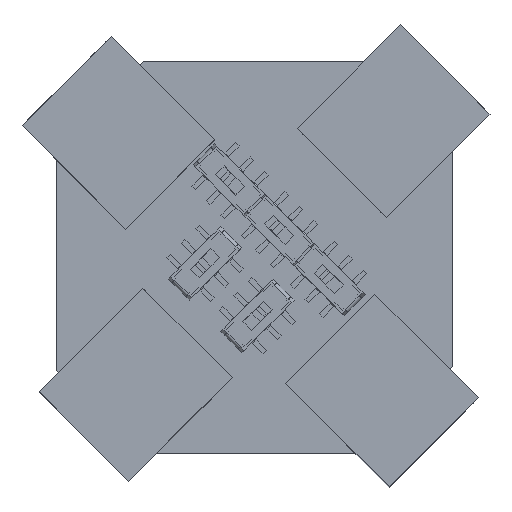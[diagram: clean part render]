
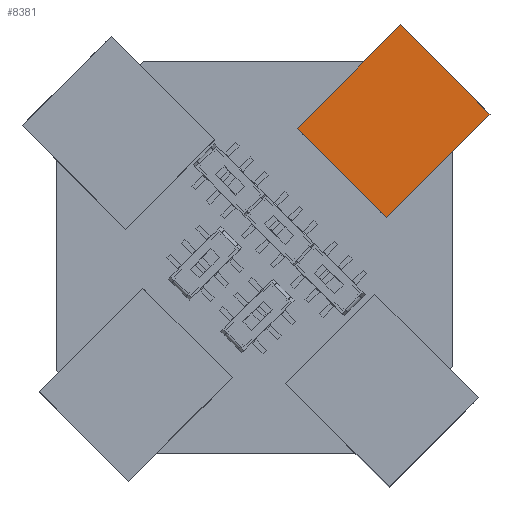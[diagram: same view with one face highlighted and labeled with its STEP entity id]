
A CAD part, top view. The second image highlights one B-rep face of the part: STEP entity #8381.
In plain terms, the highlighted face is planar.
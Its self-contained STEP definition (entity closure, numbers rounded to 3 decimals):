
#8355 = VERTEX_POINT('',#8356);
#8356 = CARTESIAN_POINT('',(-7.65,6.35,0.));
#8362 = EDGE_CURVE('',#8363,#8355,#8365,.T.);
#8363 = VERTEX_POINT('',#8364);
#8364 = CARTESIAN_POINT('',(-7.65,6.35,-17.74));
#8365 = LINE('',#8366,#8367);
#8366 = CARTESIAN_POINT('',(-7.65,6.35,-17.74));
#8367 = VECTOR('',#8368,1.);
#8368 = DIRECTION('',(0.,0.,1.));
#8381 = ADVANCED_FACE('',(#8382),#8407,.T.);
#8382 = FACE_BOUND('',#8383,.T.);
#8383 = EDGE_LOOP('',(#8384,#8392,#8400,#8406));
#8384 = ORIENTED_EDGE('',*,*,#8385,.F.);
#8385 = EDGE_CURVE('',#8386,#8355,#8388,.T.);
#8386 = VERTEX_POINT('',#8387);
#8387 = CARTESIAN_POINT('',(7.65,6.35,0.));
#8388 = LINE('',#8389,#8390);
#8389 = CARTESIAN_POINT('',(7.65,6.35,0.));
#8390 = VECTOR('',#8391,1.);
#8391 = DIRECTION('',(-1.,0.,0.));
#8392 = ORIENTED_EDGE('',*,*,#8393,.F.);
#8393 = EDGE_CURVE('',#8394,#8386,#8396,.T.);
#8394 = VERTEX_POINT('',#8395);
#8395 = CARTESIAN_POINT('',(7.65,6.35,-17.74));
#8396 = LINE('',#8397,#8398);
#8397 = CARTESIAN_POINT('',(7.65,6.35,-17.74));
#8398 = VECTOR('',#8399,1.);
#8399 = DIRECTION('',(0.,0.,1.));
#8400 = ORIENTED_EDGE('',*,*,#8401,.T.);
#8401 = EDGE_CURVE('',#8394,#8363,#8402,.T.);
#8402 = LINE('',#8403,#8404);
#8403 = CARTESIAN_POINT('',(7.65,6.35,-17.74));
#8404 = VECTOR('',#8405,1.);
#8405 = DIRECTION('',(-1.,0.,0.));
#8406 = ORIENTED_EDGE('',*,*,#8362,.T.);
#8407 = PLANE('',#8408);
#8408 = AXIS2_PLACEMENT_3D('',#8409,#8410,#8411);
#8409 = CARTESIAN_POINT('',(7.65,6.35,-17.74));
#8410 = DIRECTION('',(0.,1.,0.));
#8411 = DIRECTION('',(-1.,0.,0.));
